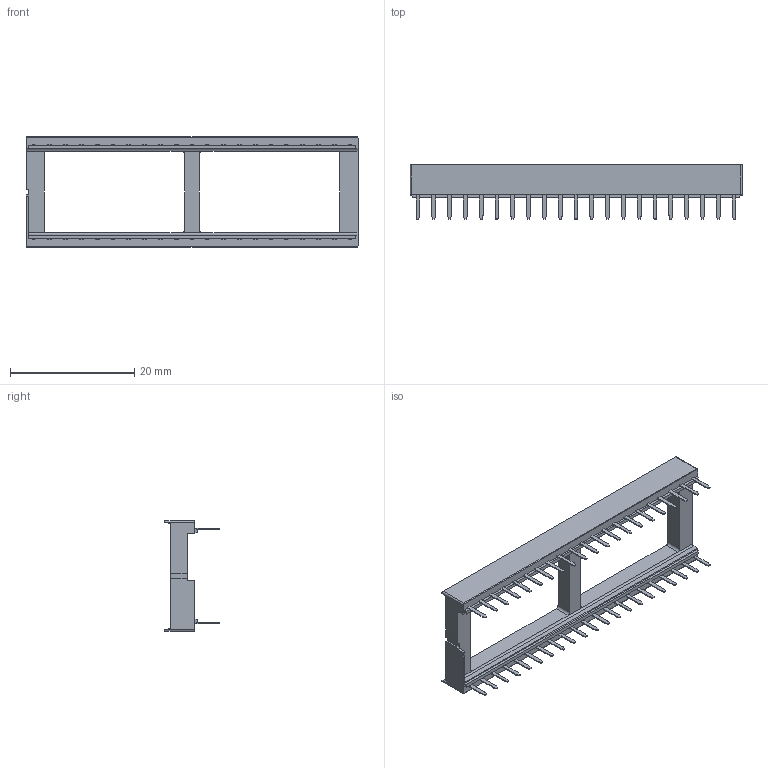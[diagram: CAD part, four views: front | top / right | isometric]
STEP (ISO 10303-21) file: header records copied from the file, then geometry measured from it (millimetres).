
FILE_DESCRIPTION (( 'STEP AP214' ), '1' );
FILE_NAME ('DILB42P-223TLF.STEP', '2022-06-25T13:27:35', ( '' ), ( '' ), 'SwSTEP 2.0', 'SolidWorks 2017', '' );
FILE_SCHEMA (( 'AUTOMOTIVE_DESIGN' ));
Length unit declared in the file: millimetre
Products named in the file (1): DILB42P-223TLF
Bounding box: 53.34 x 8.7 x 17.78 mm (x, y, z)
Volume: 1278.1 mm3; surface area: 2801.1 mm2
Topology: 85 solids, 85 shells, 1739 faces, 4028 edges, 2457 vertices
Faces by surface type: plane 1384, cylinder 355
Entity records: 48878 total; most frequent: CARTESIAN_POINT 8245, DIRECTION 8210, ORIENTED_EDGE 8056, EDGE_CURVE 4028, LINE 3318, VECTOR 3318, VERTEX_POINT 2457, AXIS2_PLACEMENT_3D 2446
